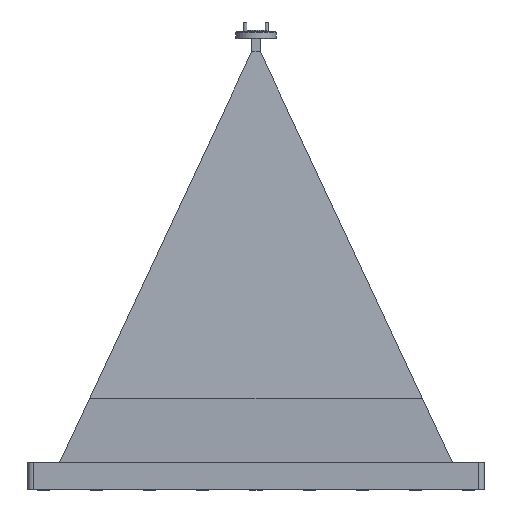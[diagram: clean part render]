
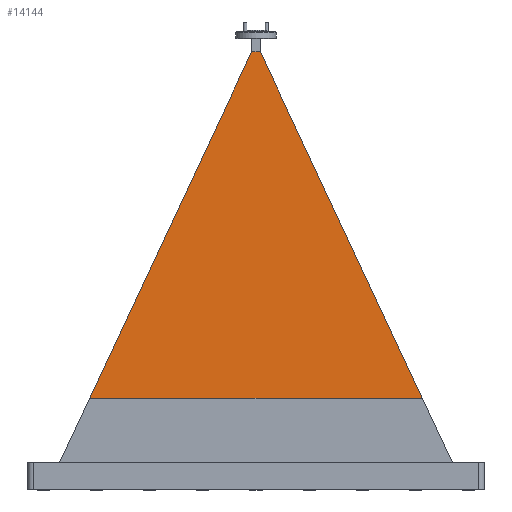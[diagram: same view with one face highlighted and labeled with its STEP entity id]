
A CAD part, left-side view. The second image highlights one B-rep face of the part: STEP entity #14144.
In plain terms, the highlighted planar face has unit normal (-0.999, 0, 0.055).
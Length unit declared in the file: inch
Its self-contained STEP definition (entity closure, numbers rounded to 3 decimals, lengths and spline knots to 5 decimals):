
#5680 = VERTEX_POINT ( 'NONE', #83634 ) ;
#5753 = VECTOR ( 'NONE', #12080, 39.37008 ) ;
#6326 = ORIENTED_EDGE ( 'NONE', *, *, #37312, .T. ) ;
#8140 = ORIENTED_EDGE ( 'NONE', *, *, #81846, .F. ) ;
#11382 = CARTESIAN_POINT ( 'NONE',  ( -0.111, 0.0805, -0.24 ) ) ;
#12080 = DIRECTION ( 'NONE',  ( 0.049, -0.423, 0.905 ) ) ;
#13083 = VECTOR ( 'NONE', #62914, 39.37008 ) ;
#14144 = ADVANCED_FACE ( 'NONE', ( #36535 ), #55815, .T. ) ;
#18353 = ORIENTED_EDGE ( 'NONE', *, *, #72433, .T. ) ;
#21153 = CARTESIAN_POINT ( 'NONE',  ( -0.111, -0.0805, -0.24 ) ) ;
#25082 = CARTESIAN_POINT ( 'NONE',  ( -0.46, 3.06831, -6.6255 ) ) ;
#26240 = VERTEX_POINT ( 'NONE', #21153 ) ;
#34120 = B_SPLINE_CURVE_WITH_KNOTS ( 'NONE', 3,
 ( #11382, #79360, #72172, #65934 ),
 .UNSPECIFIED., .F., .F.,
 ( 4, 4 ),
 ( 0., 1. ),
 .UNSPECIFIED. ) ;
#35980 = CARTESIAN_POINT ( 'NONE',  ( -0.46, -3.06831, -6.6255 ) ) ;
#36517 = LINE ( 'NONE', #55472, #13083 ) ;
#36535 = FACE_OUTER_BOUND ( 'NONE', #59077, .T. ) ;
#37312 = EDGE_CURVE ( 'NONE', #75596, #74855, #82786, .T. ) ;
#42646 = DIRECTION ( 'NONE',  ( -0.999, 0., 0.055 ) ) ;
#43232 = DIRECTION ( 'NONE',  ( 0.055, 0., 0.999 ) ) ;
#48523 = EDGE_CURVE ( 'NONE', #75596, #5680, #64440, .T. ) ;
#49553 = AXIS2_PLACEMENT_3D ( 'NONE', #83487, #42646, #43232 ) ;
#52838 = ORIENTED_EDGE ( 'NONE', *, *, #48523, .F. ) ;
#55472 = CARTESIAN_POINT ( 'NONE',  ( -0.46, -3.06831, -6.6255 ) ) ;
#55815 = PLANE ( 'NONE',  #49553 ) ;
#57146 = CARTESIAN_POINT ( 'NONE',  ( -0.46, 3.06831, -6.6255 ) ) ;
#59077 = EDGE_LOOP ( 'NONE', ( #18353, #8140, #52838, #6326 ) ) ;
#62914 = DIRECTION ( 'NONE',  ( 0.049, 0.423, 0.905 ) ) ;
#63154 = CARTESIAN_POINT ( 'NONE',  ( -0.46, -1.02277, -6.6255 ) ) ;
#64440 = LINE ( 'NONE', #86560, #5753 ) ;
#65934 = CARTESIAN_POINT ( 'NONE',  ( -0.111, -0.0805, -0.24 ) ) ;
#68801 = CARTESIAN_POINT ( 'NONE',  ( -0.46, -3.06831, -6.6255 ) ) ;
#70269 = CARTESIAN_POINT ( 'NONE',  ( -0.46, 1.02277, -6.6255 ) ) ;
#72172 = CARTESIAN_POINT ( 'NONE',  ( -0.111, -0.02683, -0.24 ) ) ;
#72433 = EDGE_CURVE ( 'NONE', #74855, #26240, #36517, .T. ) ;
#74855 = VERTEX_POINT ( 'NONE', #68801 ) ;
#75596 = VERTEX_POINT ( 'NONE', #25082 ) ;
#79360 = CARTESIAN_POINT ( 'NONE',  ( -0.111, 0.02683, -0.24 ) ) ;
#81846 = EDGE_CURVE ( 'NONE', #5680, #26240, #34120, .T. ) ;
#82786 = B_SPLINE_CURVE_WITH_KNOTS ( 'NONE', 3,
 ( #57146, #70269, #63154, #35980 ),
 .UNSPECIFIED., .F., .F.,
 ( 4, 4 ),
 ( 0., 1. ),
 .UNSPECIFIED. ) ;
#83487 = CARTESIAN_POINT ( 'NONE',  ( -0.09759, 0., 0.00533 ) ) ;
#83634 = CARTESIAN_POINT ( 'NONE',  ( -0.111, 0.0805, -0.24 ) ) ;
#86560 = CARTESIAN_POINT ( 'NONE',  ( -0.46, 3.06831, -6.6255 ) ) ;
